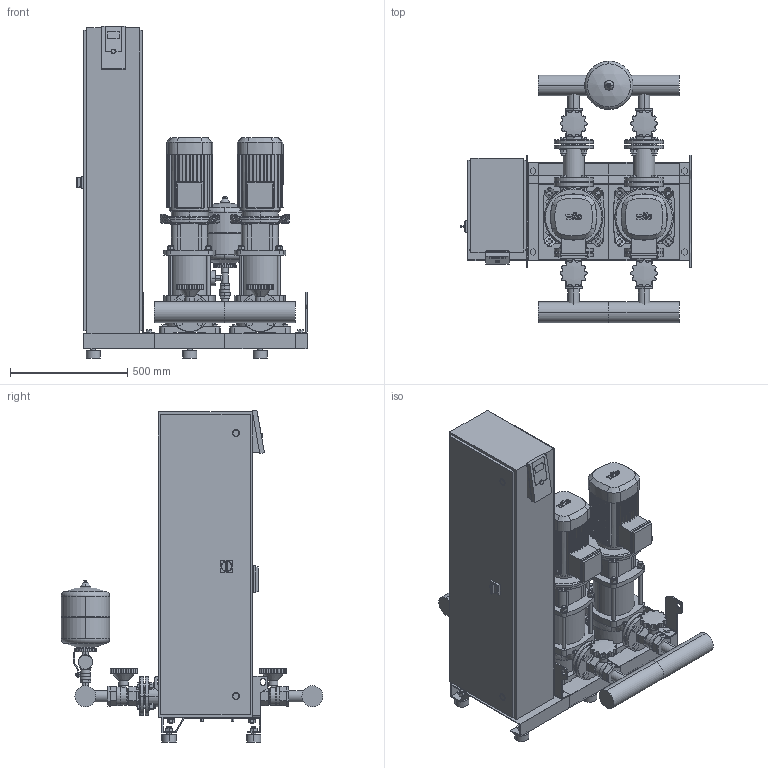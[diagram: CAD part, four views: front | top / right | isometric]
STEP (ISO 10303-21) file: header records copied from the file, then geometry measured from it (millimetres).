
FILE_DESCRIPTION((''),'2;1');
FILE_NAME('3d_SiBoostSmartFC2HELIXV2203-2540739.stp','2016-01-25T11:07:26',(''),(''),'Mechanical Desktop 2009','Mechanical Desktop 2009',', , ');
FILE_SCHEMA(('CONFIG_CONTROL_DESIGN'));
Length unit declared in the file: millimetre
Products named in the file (1): Product
Bounding box: 980 x 1113.45 x 1413.4 mm (x, y, z)
Volume: 211953727.9 mm3; surface area: 10680312.3 mm2
Topology: 129 solids, 129 shells, 3298 faces, 8076 edges, 5272 vertices
Faces by surface type: plane 1433, cylinder 1034, bspline 565, cone 190, torus 66, sphere 10
Entity records: 103076 total; most frequent: CARTESIAN_POINT 24824, ORIENTED_EDGE 16144, DIRECTION 16100, EDGE_CURVE 8072, AXIS2_PLACEMENT_3D 5660, VERTEX_POINT 5266, VECTOR 4780, LINE 4780
